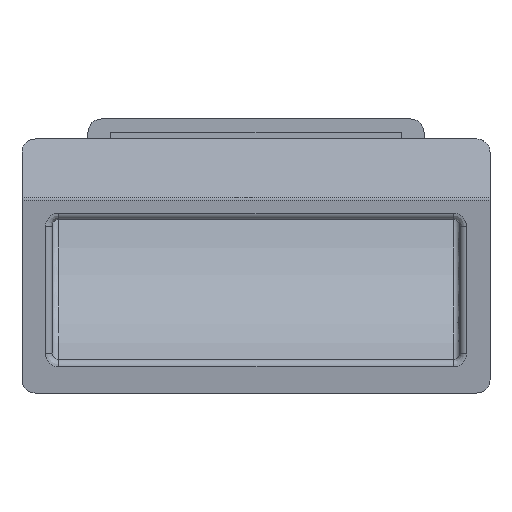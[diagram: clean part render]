
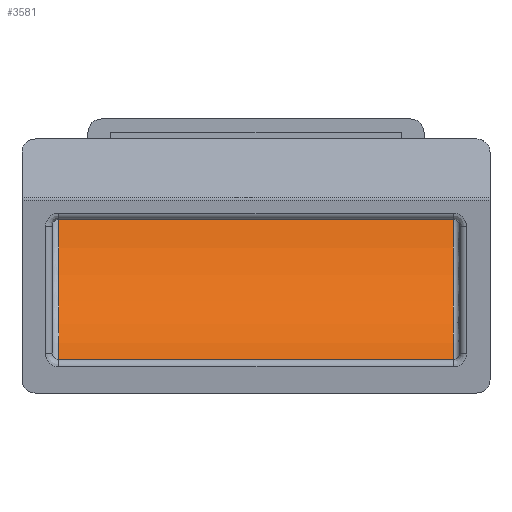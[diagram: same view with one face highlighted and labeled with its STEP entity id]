
A CAD part, front view. The second image highlights one B-rep face of the part: STEP entity #3581.
In plain terms, the highlighted cylindrical face has radius 29.328 mm (diameter 58.656 mm), a partial arc.
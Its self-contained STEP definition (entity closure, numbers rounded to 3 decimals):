
#7 = CARTESIAN_POINT ( 'NONE',  ( 29.5, 0., -14.75 ) ) ;
#185 = ORIENTED_EDGE ( 'NONE', *, *, #3350, .T. ) ;
#301 = EDGE_CURVE ( 'NONE', #836, #563, #734, .T. ) ;
#463 = CARTESIAN_POINT ( 'NONE',  ( -29.5, -14.242, 10.888 ) ) ;
#499 = CIRCLE ( 'NONE', #2667, 29.328 ) ;
#563 = VERTEX_POINT ( 'NONE', #7 ) ;
#564 = FACE_OUTER_BOUND ( 'NONE', #2429, .T. ) ;
#598 = ORIENTED_EDGE ( 'NONE', *, *, #1567, .T. ) ;
#734 = LINE ( 'NONE', #1242, #1319 ) ;
#754 = DIRECTION ( 'NONE',  ( 0., 0., 1. ) ) ;
#836 = VERTEX_POINT ( 'NONE', #1879 ) ;
#966 = AXIS2_PLACEMENT_3D ( 'NONE', #1947, #2233, #3359 ) ;
#1035 = ORIENTED_EDGE ( 'NONE', *, *, #301, .T. ) ;
#1155 = AXIS2_PLACEMENT_3D ( 'NONE', #2750, #2802, #2794 ) ;
#1211 = VERTEX_POINT ( 'NONE', #1657 ) ;
#1241 = EDGE_CURVE ( 'NONE', #563, #1211, #1370, .T. ) ;
#1242 = CARTESIAN_POINT ( 'NONE',  ( -969.5, 0., -14.75 ) ) ;
#1319 = VECTOR ( 'NONE', #2662, 1000. ) ;
#1336 = CARTESIAN_POINT ( 'NONE',  ( -969.5, 14.716, 6.243 ) ) ;
#1370 = CIRCLE ( 'NONE', #1155, 29.328 ) ;
#1382 = VECTOR ( 'NONE', #3639, 1000. ) ;
#1567 = EDGE_CURVE ( 'NONE', #1626, #836, #499, .T. ) ;
#1626 = VERTEX_POINT ( 'NONE', #3313 ) ;
#1657 = CARTESIAN_POINT ( 'NONE',  ( 29.5, 14.716, 6.243 ) ) ;
#1879 = CARTESIAN_POINT ( 'NONE',  ( -29.5, 0., -14.75 ) ) ;
#1947 = CARTESIAN_POINT ( 'NONE',  ( -969.5, -14.242, 10.888 ) ) ;
#1948 = ORIENTED_EDGE ( 'NONE', *, *, #1241, .T. ) ;
#2126 = LINE ( 'NONE', #1336, #1382 ) ;
#2233 = DIRECTION ( 'NONE',  ( 1., 0., 0. ) ) ;
#2429 = EDGE_LOOP ( 'NONE', ( #1035, #1948, #185, #598 ) ) ;
#2461 = DIRECTION ( 'NONE',  ( -1., 0., 0. ) ) ;
#2662 = DIRECTION ( 'NONE',  ( 1., 0., 0. ) ) ;
#2667 = AXIS2_PLACEMENT_3D ( 'NONE', #463, #2461, #754 ) ;
#2750 = CARTESIAN_POINT ( 'NONE',  ( 29.5, -14.242, 10.888 ) ) ;
#2794 = DIRECTION ( 'NONE',  ( 0., 0., 1. ) ) ;
#2802 = DIRECTION ( 'NONE',  ( 1., 0., 0. ) ) ;
#3313 = CARTESIAN_POINT ( 'NONE',  ( -29.5, 14.716, 6.243 ) ) ;
#3350 = EDGE_CURVE ( 'NONE', #1211, #1626, #2126, .T. ) ;
#3359 = DIRECTION ( 'NONE',  ( 0., 0., -1. ) ) ;
#3515 = CYLINDRICAL_SURFACE ( 'NONE', #966, 29.328 ) ;
#3581 = ADVANCED_FACE ( 'NONE', ( #564 ), #3515, .F. ) ;
#3639 = DIRECTION ( 'NONE',  ( -1., 0., 0. ) ) ;
